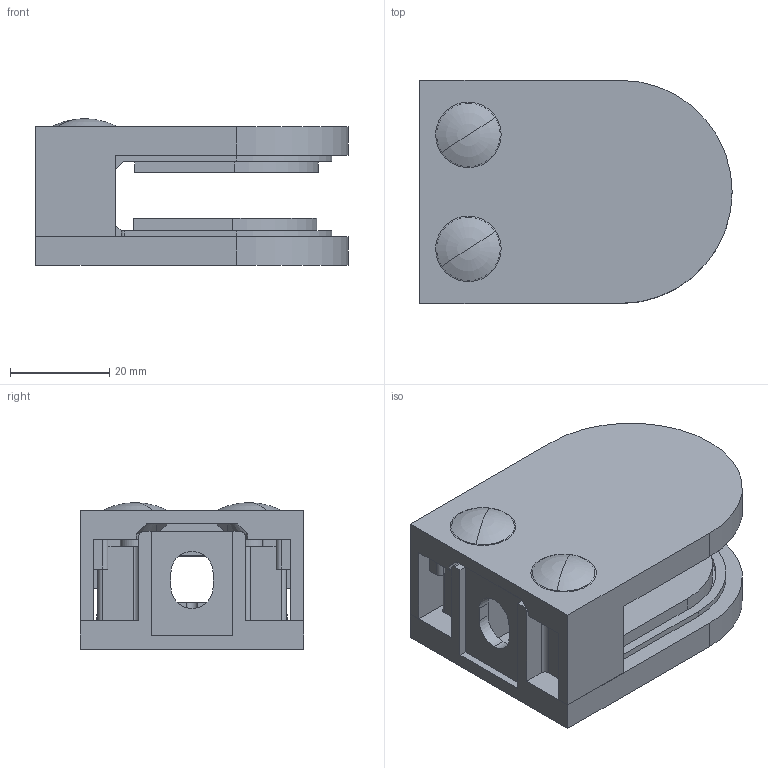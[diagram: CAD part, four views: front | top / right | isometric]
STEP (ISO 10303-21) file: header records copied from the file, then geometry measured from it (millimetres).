
FILE_DESCRIPTION (( 'STEP AP203' ), '1' );
FILE_NAME ('1805401FB.STEP', '2021-03-01T08:59:33', ( '' ), ( '' ), 'SwSTEP 2.0', 'SolidWorks 2020', '' );
FILE_SCHEMA (( 'CONFIG_CONTROL_DESIGN' ));
Length unit declared in the file: millimetre
Products named in the file (6): 189900501___; 1805401FB; 1805401FB Part2; 1805401FB Part1; socket countersunk head screw_din_DIN 7991 - M6 x 16 --- 9.7S; 189900110___
Assembly tree (8 placements, depth 2):
  1805401FB
    1805401FB Part2
    1805401FB Part1
    socket countersunk head screw_din_DIN 7991 - M6 x 16 --- 9.7S  x2
    189900110___  x2
    189900501___  x2
Bounding box: 63 x 45 x 29.6 mm (x, y, z)
Volume: 42377.8 mm3; surface area: 26235.1 mm2
Topology: 8 solids, 8 shells, 708 faces, 1824 edges, 1176 vertices
Faces by surface type: plane 291, bspline 182, cylinder 119, cone 106, torus 8, sphere 2
Entity records: 18958 total; most frequent: CARTESIAN_POINT 7857, ORIENTED_EDGE 2272, DIRECTION 1940, EDGE_CURVE 1136, VERTEX_POINT 738, LINE 690, VECTOR 690, AXIS2_PLACEMENT_3D 625
